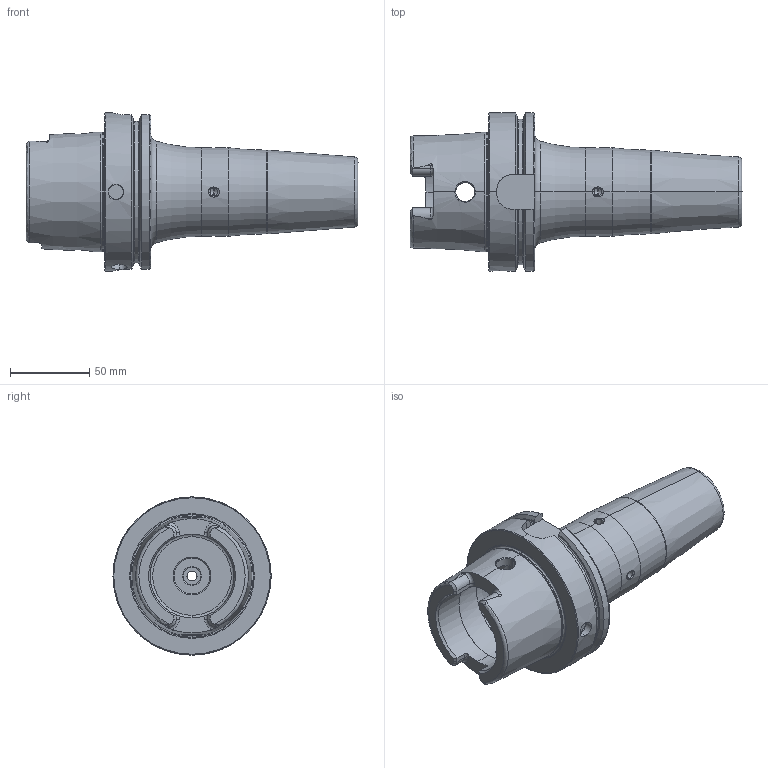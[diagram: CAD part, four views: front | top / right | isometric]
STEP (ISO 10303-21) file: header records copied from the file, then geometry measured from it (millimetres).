
FILE_DESCRIPTION (( 'STEP AP203' ), '1' );
FILE_NAME ('HA0-S25.K21.160.STEP', '2014-07-10T12:27:32', ( 'SwiAdmin' ), ( '' ), 'SwSTEP 2.0', 'SolidWorks 2012', '' );
FILE_SCHEMA (( 'CONFIG_CONTROL_DESIGN' ));
Length unit declared in the file: millimetre
Products named in the file (4): HA0-S25.K21.160; ERU-CJ3.001.008; ERU-AN5.K01.020_A; HA0-S25.K21.160_C_Fertigbearbeitung
Assembly tree (4 placements, depth 2):
  HA0-S25.K21.160
    HA0-S25.K21.160_C_Fertigbearbeitung
    ERU-AN5.K01.020_A
    ERU-CJ3.001.008  x2
Bounding box: 210 x 100 x 100 mm (x, y, z)
Volume: 509980.7 mm3; surface area: 80389.6 mm2
Topology: 4 solids, 4 shells, 300 faces, 747 edges, 448 vertices
Faces by surface type: plane 95, cylinder 88, cone 68, torus 45, bspline 4
Entity records: 10675 total; most frequent: CARTESIAN_POINT 3606, ORIENTED_EDGE 1402, DIRECTION 1391, EDGE_CURVE 701, AXIS2_PLACEMENT_3D 547, VERTEX_POINT 428, EDGE_LOOP 303, LINE 297
